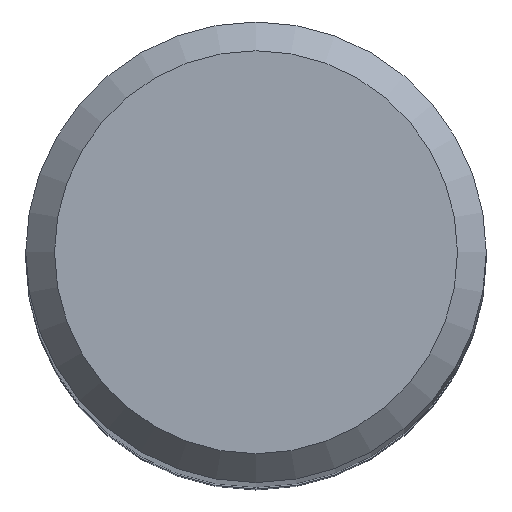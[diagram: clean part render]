
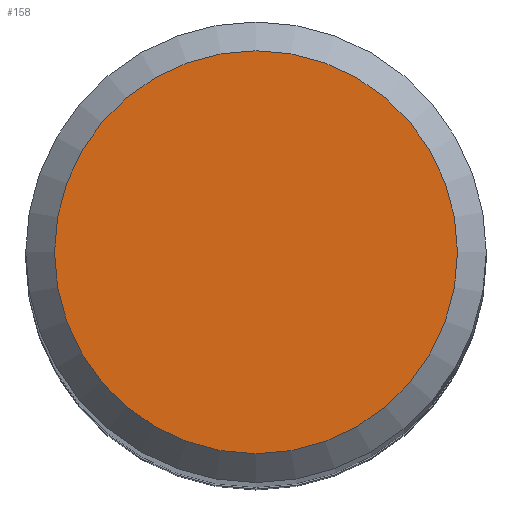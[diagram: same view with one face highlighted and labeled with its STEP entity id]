
A CAD part, top view. The second image highlights one B-rep face of the part: STEP entity #158.
In plain terms, the highlighted planar face has unit normal (0, 0, 1).
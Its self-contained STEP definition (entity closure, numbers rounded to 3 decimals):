
#6 = PLANE ( 'NONE',  #263 ) ;
#13 = EDGE_LOOP ( 'NONE', ( #55 ) ) ;
#23 = CIRCLE ( 'NONE', #69, 3.5 ) ;
#50 = CARTESIAN_POINT ( 'NONE',  ( 0., 0., 75. ) ) ;
#54 = CARTESIAN_POINT ( 'NONE',  ( 0., 0., 75. ) ) ;
#55 = ORIENTED_EDGE ( 'NONE', *, *, #172, .F. ) ;
#69 = AXIS2_PLACEMENT_3D ( 'NONE', #50, #227, #251 ) ;
#113 = CARTESIAN_POINT ( 'NONE',  ( 0., 3.5, 75. ) ) ;
#158 = ADVANCED_FACE ( 'NONE', ( #249 ), #6, .F. ) ;
#165 = DIRECTION ( 'NONE',  ( 0., 1., 0. ) ) ;
#172 = EDGE_CURVE ( 'NONE', #195, #195, #23, .T. ) ;
#195 = VERTEX_POINT ( 'NONE', #113 ) ;
#227 = DIRECTION ( 'NONE',  ( 0., 0., -1. ) ) ;
#231 = DIRECTION ( 'NONE',  ( 0., 0., -1. ) ) ;
#249 = FACE_OUTER_BOUND ( 'NONE', #13, .T. ) ;
#251 = DIRECTION ( 'NONE',  ( 0., 1., 0. ) ) ;
#263 = AXIS2_PLACEMENT_3D ( 'NONE', #54, #231, #165 ) ;
